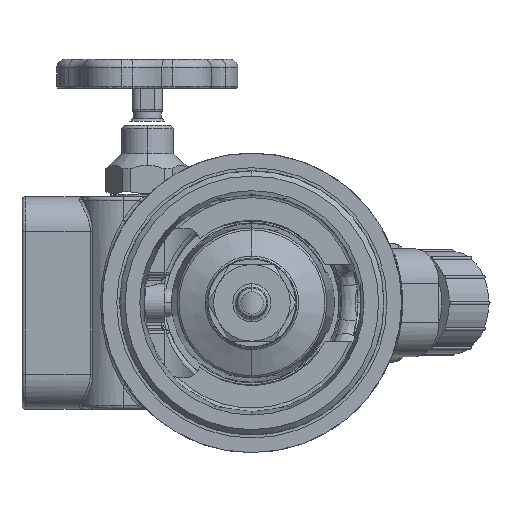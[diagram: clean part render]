
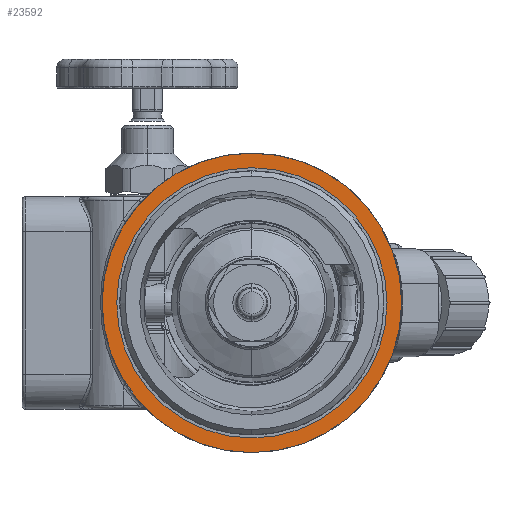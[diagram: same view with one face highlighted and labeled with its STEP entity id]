
A CAD part, front view. The second image highlights one B-rep face of the part: STEP entity #23592.
In plain terms, the highlighted planar face has unit normal (0, -1, 0).
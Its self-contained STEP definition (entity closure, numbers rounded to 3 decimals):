
#22811 = VERTEX_POINT ( 'NONE', #38278 ) ;
#22815 = EDGE_CURVE ( 'NONE', #22811, #22817, #38277, .T. ) ;
#22817 = VERTEX_POINT ( 'NONE', #38272 ) ;
#23183 = EDGE_CURVE ( 'NONE', #23184, #23416, #38723, .T. ) ;
#23184 = VERTEX_POINT ( 'NONE', #38718 ) ;
#23416 = VERTEX_POINT ( 'NONE', #39123 ) ;
#23591 = EDGE_CURVE ( 'NONE', #23416, #23184, #39333, .T. ) ;
#23592 = ADVANCED_FACE ( 'NONE', ( #39334, #39328 ), #39327, .T. ) ;
#23593 = EDGE_LOOP ( 'NONE', ( #23594, #23596 ) ) ;
#23594 = ORIENTED_EDGE ( 'NONE', *, *, #23595, .F. ) ;
#23595 = EDGE_CURVE ( 'NONE', #22817, #22811, #39365, .T. ) ;
#23596 = ORIENTED_EDGE ( 'NONE', *, *, #22815, .F. ) ;
#23598 = EDGE_LOOP ( 'NONE', ( #23599, #23600 ) ) ;
#23599 = ORIENTED_EDGE ( 'NONE', *, *, #23183, .T. ) ;
#23600 = ORIENTED_EDGE ( 'NONE', *, *, #23591, .T. ) ;
#38272 = CARTESIAN_POINT ( 'NONE',  ( 0., 31.5, -43. ) ) ;
#38273 = DIRECTION ( 'NONE',  ( 0., 0., -1. ) ) ;
#38274 = DIRECTION ( 'NONE',  ( 0., 1., 0. ) ) ;
#38275 = CARTESIAN_POINT ( 'NONE',  ( 0., 31.5, 0. ) ) ;
#38276 = AXIS2_PLACEMENT_3D ( 'NONE', #38275, #38274, #38273 ) ;
#38277 = CIRCLE ( 'NONE', #38276, 43. ) ;
#38278 = CARTESIAN_POINT ( 'NONE',  ( 0., 31.5, 43. ) ) ;
#38718 = CARTESIAN_POINT ( 'NONE',  ( 0., 31.5, 38.8 ) ) ;
#38719 = DIRECTION ( 'NONE',  ( 0., 0., 1. ) ) ;
#38720 = DIRECTION ( 'NONE',  ( 0., 1., 0. ) ) ;
#38721 = CARTESIAN_POINT ( 'NONE',  ( 0., 31.5, 0. ) ) ;
#38722 = AXIS2_PLACEMENT_3D ( 'NONE', #38721, #38720, #38719 ) ;
#38723 = CIRCLE ( 'NONE', #38722, 38.8 ) ;
#39123 = CARTESIAN_POINT ( 'NONE',  ( 0., 31.5, -38.8 ) ) ;
#39323 = DIRECTION ( 'NONE',  ( 0., 0., -1. ) ) ;
#39324 = DIRECTION ( 'NONE',  ( 0., -1., 0. ) ) ;
#39325 = CARTESIAN_POINT ( 'NONE',  ( 44.574, 31.5, 0. ) ) ;
#39326 = AXIS2_PLACEMENT_3D ( 'NONE', #39325, #39324, #39323 ) ;
#39327 = PLANE ( 'NONE',  #39326 ) ;
#39328 = FACE_BOUND ( 'NONE', #23598, .T. ) ;
#39329 = DIRECTION ( 'NONE',  ( 0., 0., 1. ) ) ;
#39330 = DIRECTION ( 'NONE',  ( 0., 1., 0. ) ) ;
#39331 = CARTESIAN_POINT ( 'NONE',  ( 0., 31.5, 0. ) ) ;
#39332 = AXIS2_PLACEMENT_3D ( 'NONE', #39331, #39330, #39329 ) ;
#39333 = CIRCLE ( 'NONE', #39332, 38.8 ) ;
#39334 = FACE_OUTER_BOUND ( 'NONE', #23593, .T. ) ;
#39361 = DIRECTION ( 'NONE',  ( 0., 0., -1. ) ) ;
#39362 = DIRECTION ( 'NONE',  ( 0., 1., 0. ) ) ;
#39363 = CARTESIAN_POINT ( 'NONE',  ( 0., 31.5, 0. ) ) ;
#39364 = AXIS2_PLACEMENT_3D ( 'NONE', #39363, #39362, #39361 ) ;
#39365 = CIRCLE ( 'NONE', #39364, 43. ) ;
